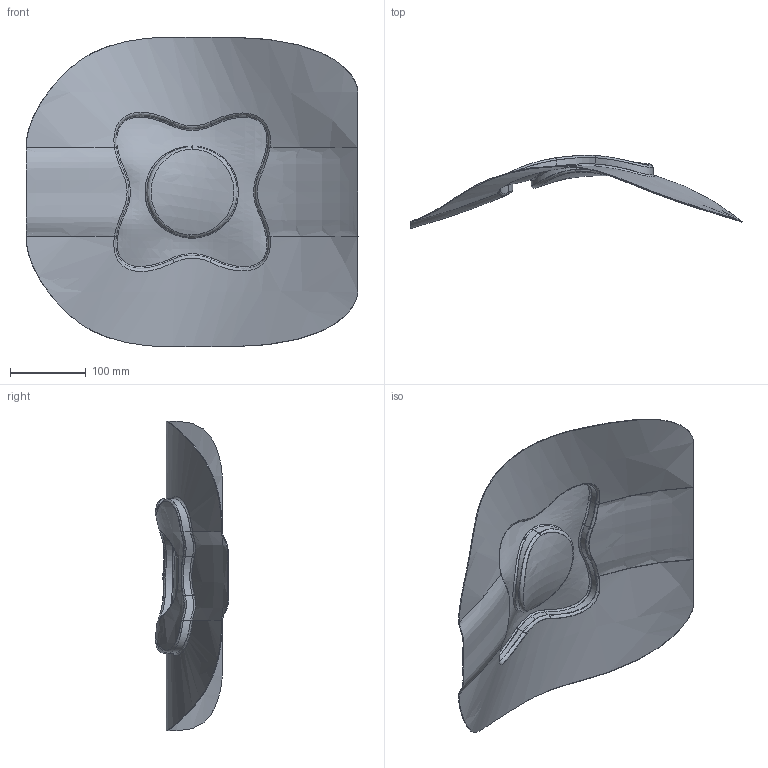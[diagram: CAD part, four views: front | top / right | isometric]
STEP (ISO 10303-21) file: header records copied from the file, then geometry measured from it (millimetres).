
FILE_DESCRIPTION(('FreeCAD Model'),'2;1');
FILE_NAME('Open CASCADE Shape Model','2025-05-04T07:41:07',('FreeCAD'),( 'FreeCAD'),'Open CASCADE STEP processor 7.6','FreeCAD','Unknown');
FILE_SCHEMA(('AUTOMOTIVE_DESIGN { 1 0 10303 214 1 1 1 1 }'));
Products named in the file (1): Open CASCADE STEP translator 7.6 1
Bounding box: 438.72 x 97.12 x 409.48 mm (x, y, z)
Volume: 182193.8 mm3; surface area: 375218.8 mm2
Topology: 1 solids, 1 shells, 114 faces, 271 edges, 159 vertices
Faces by surface type: bspline 114
Entity records: 122781 total; most frequent: CARTESIAN_POINT 121127, ORIENTED_EDGE 538, EDGE_CURVE 269, B_SPLINE_CURVE_WITH_KNOTS 249, VERTEX_POINT 159, FACE_BOUND 116, EDGE_LOOP 116, ADVANCED_FACE 114
